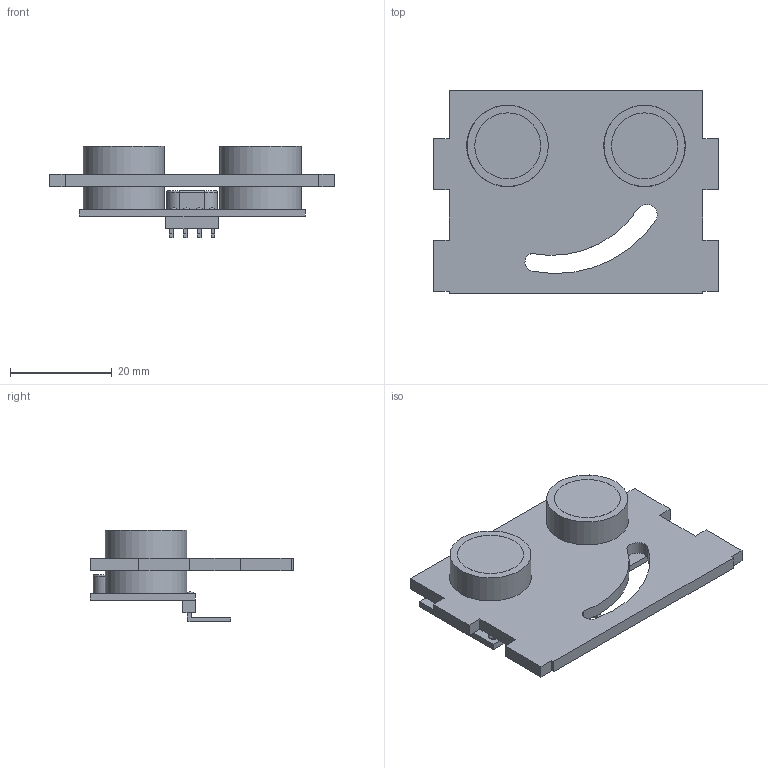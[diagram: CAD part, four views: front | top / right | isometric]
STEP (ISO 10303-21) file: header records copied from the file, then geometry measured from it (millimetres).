
FILE_DESCRIPTION(/* description */ (''),/* implementation_level */ '2;1');
FILE_NAME(/* name */ 'Face and HCsro04.iam.step',/* time_stamp */ '2018-09-24T13:20:55-04:00',/* author */ ('EEPROM'),/* organization */ (''),/* preprocessor_version */ 'ST-DEVELOPER v17.2',/* originating_system */ 'Autodesk Inventor 2019',/* authorisation */ '');
FILE_SCHEMA (('AUTOMOTIVE_DESIGN { 1 0 10303 214 3 1 1 }'));
Length unit declared in the file: millimetre
Products named in the file (3): Face and HCsro04; Face Plate Smile1; HC-SR04
Assembly tree (2 placements, depth 2):
  Face and HCsro04
    Face Plate Smile1
    HC-SR04
Bounding box: 56 x 40.12 x 18.01 mm (x, y, z)
Volume: 10429.6 mm3; surface area: 7668.5 mm2
Topology: 2 solids, 2 shells, 111 faces, 280 edges, 186 vertices
Faces by surface type: plane 85, cylinder 20, cone 4, torus 2
Full cylindrical faces by diameter (mm): 2 x2, 13 x2, 16 x2, 16.1 x2
Entity records: 3537 total; most frequent: CARTESIAN_POINT 582, DIRECTION 562, ORIENTED_EDGE 560, EDGE_CURVE 280, LINE 230, VECTOR 230, VERTEX_POINT 186, AXIS2_PLACEMENT_3D 166
